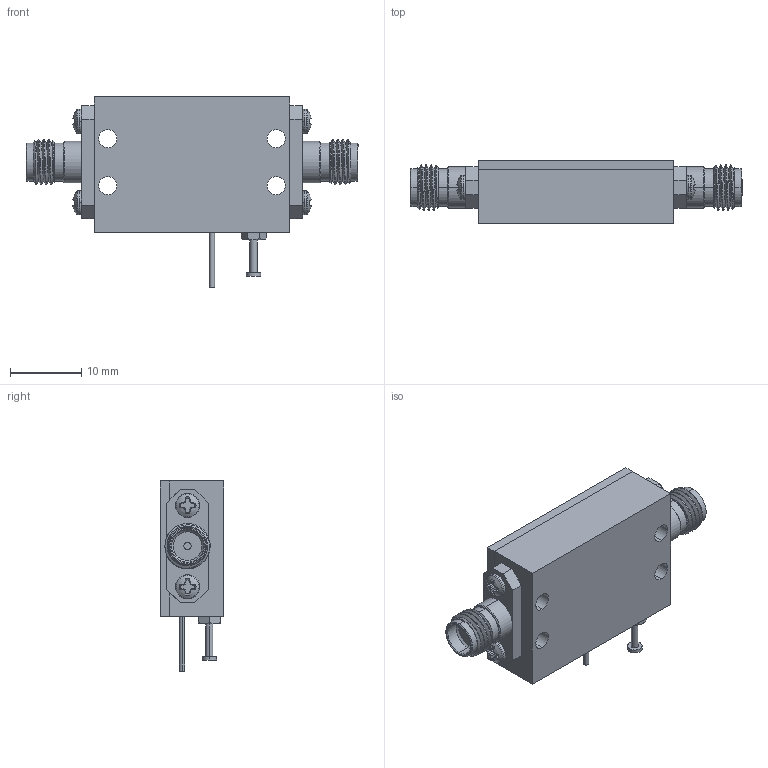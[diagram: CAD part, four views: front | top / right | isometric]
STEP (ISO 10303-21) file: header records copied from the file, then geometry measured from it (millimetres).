
FILE_DESCRIPTION (( 'STEP AP214' ), '1' );
FILE_NAME ('FMAM3301_3D.step', '2023-08-25T19:22:49', ( '' ), ( '' ), 'SwSTEP 2.0', 'SolidWorks 2022', '' );
FILE_SCHEMA (( 'AUTOMOTIVE_DESIGN' ));
Length unit declared in the file: inch
Products named in the file (1): FMAM3301_3D
Bounding box: 46.58 x 8.92 x 26.67 mm (x, y, z)
Volume: 5113.4 mm3; surface area: 3022.1 mm2
Topology: 1 solids, 9 shells, 1120 faces, 2980 edges, 1973 vertices
Faces by surface type: plane 588, bspline 257, cylinder 196, cone 59, torus 16, sphere 4
Entity records: 53666 total; most frequent: CARTESIAN_POINT 27984, ORIENTED_EDGE 5952, DIRECTION 4243, EDGE_CURVE 2976, VERTEX_POINT 1973, VECTOR 1789, LINE 1789, EDGE_LOOP 1231
